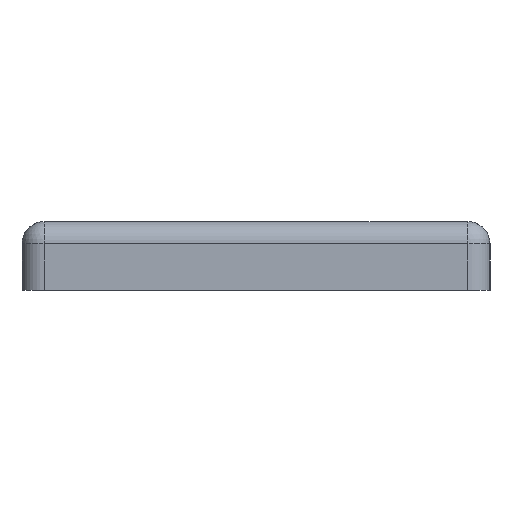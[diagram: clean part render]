
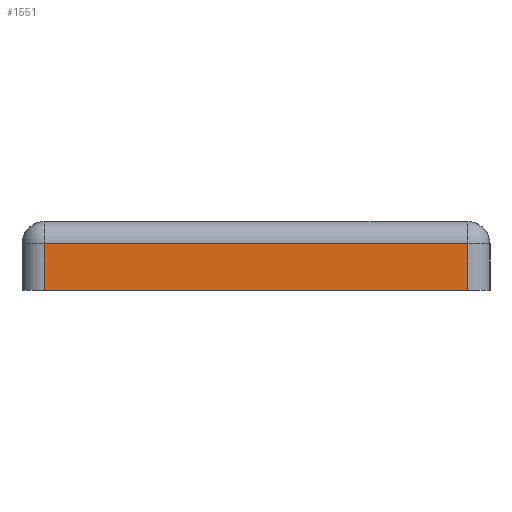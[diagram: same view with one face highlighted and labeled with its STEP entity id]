
A CAD part, left-side view. The second image highlights one B-rep face of the part: STEP entity #1551.
In plain terms, the highlighted planar face has unit normal (-1, 0, 0).
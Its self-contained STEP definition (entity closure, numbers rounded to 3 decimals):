
#1551=ADVANCED_FACE('',(#9621),#9623,.T.);
#9621=FACE_BOUND('',#9622,.T.);
#9622=EDGE_LOOP('',(#16202,#16203,#16204,#16205));
#9623=PLANE('',#9624);
#9624=AXIS2_PLACEMENT_3D('',#9625,#9626,#9627);
#9625=CARTESIAN_POINT('',(-4.125,4.125,0.));
#9626=DIRECTION('',(-1.,0.,0.));
#9627=DIRECTION('',(0.,-1.,0.));
#16202=ORIENTED_EDGE('',*,*,#20842,.F.);
#16203=ORIENTED_EDGE('',*,*,#20912,.F.);
#16204=ORIENTED_EDGE('',*,*,#20913,.F.);
#16205=ORIENTED_EDGE('',*,*,#20914,.F.);
#20842=EDGE_CURVE('',#23694,#23695,#23696,.T.);
#20912=EDGE_CURVE('',#23802,#23694,#23803,.T.);
#20913=EDGE_CURVE('',#23804,#23802,#23805,.T.);
#20914=EDGE_CURVE('',#23695,#23804,#23806,.T.);
#23694=VERTEX_POINT('',#28812);
#23695=VERTEX_POINT('',#28813);
#23696=LINE('',#28814,#28815);
#23802=VERTEX_POINT('',#29080);
#23803=LINE('',#29081,#29082);
#23804=VERTEX_POINT('',#29084);
#23805=LINE('',#29085,#29086);
#23806=LINE('',#29088,#29089);
#28812=CARTESIAN_POINT('',(-4.125,0.125,5.4));
#28813=CARTESIAN_POINT('',(-4.125,-76.325,5.4));
#28814=CARTESIAN_POINT('',(-4.125,0.125,5.4));
#28815=VECTOR('',#28816,1.);
#28816=DIRECTION('',(0.,-1.,0.));
#29080=CARTESIAN_POINT('',(-4.125,0.125,-3.));
#29081=CARTESIAN_POINT('',(-4.125,0.125,-3.));
#29082=VECTOR('',#29083,1.);
#29083=DIRECTION('',(0.,0.,1.));
#29084=CARTESIAN_POINT('',(-4.125,-76.325,-3.));
#29085=CARTESIAN_POINT('',(-4.125,-76.325,-3.));
#29086=VECTOR('',#29087,1.);
#29087=DIRECTION('',(0.,1.,0.));
#29088=CARTESIAN_POINT('',(-4.125,-76.325,5.4));
#29089=VECTOR('',#29090,1.);
#29090=DIRECTION('',(0.,0.,-1.));
